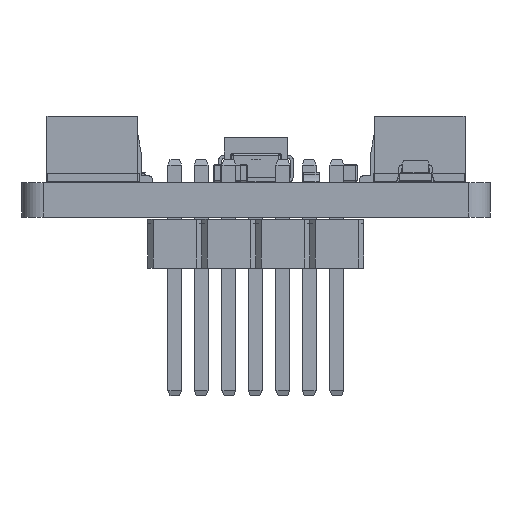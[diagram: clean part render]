
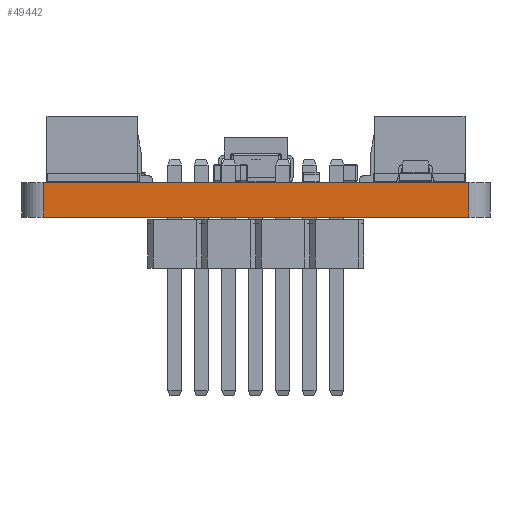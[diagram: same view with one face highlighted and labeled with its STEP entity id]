
A CAD part, front view. The second image highlights one B-rep face of the part: STEP entity #49442.
In plain terms, the highlighted planar face has unit normal (0, -1, 0).
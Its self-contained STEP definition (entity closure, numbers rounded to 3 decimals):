
#48424 = PLANE('',#48425);
#48425 = AXIS2_PLACEMENT_3D('',#48426,#48427,#48428);
#48426 = CARTESIAN_POINT('',(11.,19.,1.6));
#48427 = DIRECTION('',(0.,0.,1.));
#48428 = DIRECTION('',(1.,0.,-0.));
#48452 = CYLINDRICAL_SURFACE('',#48453,1.);
#48453 = AXIS2_PLACEMENT_3D('',#48454,#48455,#48456);
#48454 = CARTESIAN_POINT('',(1.,1.,0.));
#48455 = DIRECTION('',(-0.,-0.,-1.));
#48456 = DIRECTION('',(1.,0.,-0.));
#48478 = PLANE('',#48479);
#48479 = AXIS2_PLACEMENT_3D('',#48480,#48481,#48482);
#48480 = CARTESIAN_POINT('',(11.,19.,0.));
#48481 = DIRECTION('',(0.,0.,1.));
#48482 = DIRECTION('',(1.,0.,-0.));
#48573 = VERTEX_POINT('',#48574);
#48574 = CARTESIAN_POINT('',(1.,0.,1.6));
#48596 = EDGE_CURVE('',#48597,#48573,#48599,.T.);
#48597 = VERTEX_POINT('',#48598);
#48598 = CARTESIAN_POINT('',(1.,-0.,0.));
#48599 = SURFACE_CURVE('',#48600,(#48604,#48611),.PCURVE_S1.);
#48600 = LINE('',#48601,#48602);
#48601 = CARTESIAN_POINT('',(1.,-0.,0.));
#48602 = VECTOR('',#48603,1.);
#48603 = DIRECTION('',(0.,0.,1.));
#48604 = PCURVE('',#48452,#48605);
#48605 = DEFINITIONAL_REPRESENTATION('',(#48606),#48610);
#48606 = LINE('',#48607,#48608);
#48607 = CARTESIAN_POINT('',(-4.712,0.));
#48608 = VECTOR('',#48609,1.);
#48609 = DIRECTION('',(-0.,-1.));
#48610 = ( GEOMETRIC_REPRESENTATION_CONTEXT(2) 
PARAMETRIC_REPRESENTATION_CONTEXT() REPRESENTATION_CONTEXT('2D SPACE',''
  ) );
#48611 = PCURVE('',#48612,#48617);
#48612 = PLANE('',#48613);
#48613 = AXIS2_PLACEMENT_3D('',#48614,#48615,#48616);
#48614 = CARTESIAN_POINT('',(1.,0.,0.));
#48615 = DIRECTION('',(0.,1.,0.));
#48616 = DIRECTION('',(1.,0.,0.));
#48617 = DEFINITIONAL_REPRESENTATION('',(#48618),#48622);
#48618 = LINE('',#48619,#48620);
#48619 = CARTESIAN_POINT('',(0.,0.));
#48620 = VECTOR('',#48621,1.);
#48621 = DIRECTION('',(0.,-1.));
#48622 = ( GEOMETRIC_REPRESENTATION_CONTEXT(2) 
PARAMETRIC_REPRESENTATION_CONTEXT() REPRESENTATION_CONTEXT('2D SPACE',''
  ) );
#48651 = EDGE_CURVE('',#48597,#48652,#48654,.T.);
#48652 = VERTEX_POINT('',#48653);
#48653 = CARTESIAN_POINT('',(21.,-0.,0.));
#48654 = SURFACE_CURVE('',#48655,(#48659,#48666),.PCURVE_S1.);
#48655 = LINE('',#48656,#48657);
#48656 = CARTESIAN_POINT('',(1.,-0.,0.));
#48657 = VECTOR('',#48658,1.);
#48658 = DIRECTION('',(1.,0.,0.));
#48659 = PCURVE('',#48478,#48660);
#48660 = DEFINITIONAL_REPRESENTATION('',(#48661),#48665);
#48661 = LINE('',#48662,#48663);
#48662 = CARTESIAN_POINT('',(-10.,-19.));
#48663 = VECTOR('',#48664,1.);
#48664 = DIRECTION('',(1.,0.));
#48665 = ( GEOMETRIC_REPRESENTATION_CONTEXT(2) 
PARAMETRIC_REPRESENTATION_CONTEXT() REPRESENTATION_CONTEXT('2D SPACE',''
  ) );
#48666 = PCURVE('',#48612,#48667);
#48667 = DEFINITIONAL_REPRESENTATION('',(#48668),#48672);
#48668 = LINE('',#48669,#48670);
#48669 = CARTESIAN_POINT('',(0.,0.));
#48670 = VECTOR('',#48671,1.);
#48671 = DIRECTION('',(1.,0.));
#48672 = ( GEOMETRIC_REPRESENTATION_CONTEXT(2) 
PARAMETRIC_REPRESENTATION_CONTEXT() REPRESENTATION_CONTEXT('2D SPACE',''
  ) );
#48691 = CYLINDRICAL_SURFACE('',#48692,1.);
#48692 = AXIS2_PLACEMENT_3D('',#48693,#48694,#48695);
#48693 = CARTESIAN_POINT('',(21.,1.,0.));
#48694 = DIRECTION('',(-0.,-0.,-1.));
#48695 = DIRECTION('',(1.,0.,-0.));
#49066 = EDGE_CURVE('',#48573,#49067,#49069,.T.);
#49067 = VERTEX_POINT('',#49068);
#49068 = CARTESIAN_POINT('',(21.,0.,1.6));
#49069 = SURFACE_CURVE('',#49070,(#49074,#49081),.PCURVE_S1.);
#49070 = LINE('',#49071,#49072);
#49071 = CARTESIAN_POINT('',(1.,0.,1.6));
#49072 = VECTOR('',#49073,1.);
#49073 = DIRECTION('',(1.,0.,0.));
#49074 = PCURVE('',#48424,#49075);
#49075 = DEFINITIONAL_REPRESENTATION('',(#49076),#49080);
#49076 = LINE('',#49077,#49078);
#49077 = CARTESIAN_POINT('',(-10.,-19.));
#49078 = VECTOR('',#49079,1.);
#49079 = DIRECTION('',(1.,0.));
#49080 = ( GEOMETRIC_REPRESENTATION_CONTEXT(2) 
PARAMETRIC_REPRESENTATION_CONTEXT() REPRESENTATION_CONTEXT('2D SPACE',''
  ) );
#49081 = PCURVE('',#48612,#49082);
#49082 = DEFINITIONAL_REPRESENTATION('',(#49083),#49087);
#49083 = LINE('',#49084,#49085);
#49084 = CARTESIAN_POINT('',(0.,-1.6));
#49085 = VECTOR('',#49086,1.);
#49086 = DIRECTION('',(1.,0.));
#49087 = ( GEOMETRIC_REPRESENTATION_CONTEXT(2) 
PARAMETRIC_REPRESENTATION_CONTEXT() REPRESENTATION_CONTEXT('2D SPACE',''
  ) );
#49442 = ADVANCED_FACE('',(#49443),#48612,.F.);
#49443 = FACE_BOUND('',#49444,.F.);
#49444 = EDGE_LOOP('',(#49445,#49446,#49447,#49468));
#49445 = ORIENTED_EDGE('',*,*,#48596,.T.);
#49446 = ORIENTED_EDGE('',*,*,#49066,.T.);
#49447 = ORIENTED_EDGE('',*,*,#49448,.F.);
#49448 = EDGE_CURVE('',#48652,#49067,#49449,.T.);
#49449 = SURFACE_CURVE('',#49450,(#49454,#49461),.PCURVE_S1.);
#49450 = LINE('',#49451,#49452);
#49451 = CARTESIAN_POINT('',(21.,-0.,0.));
#49452 = VECTOR('',#49453,1.);
#49453 = DIRECTION('',(0.,0.,1.));
#49454 = PCURVE('',#48612,#49455);
#49455 = DEFINITIONAL_REPRESENTATION('',(#49456),#49460);
#49456 = LINE('',#49457,#49458);
#49457 = CARTESIAN_POINT('',(20.,0.));
#49458 = VECTOR('',#49459,1.);
#49459 = DIRECTION('',(0.,-1.));
#49460 = ( GEOMETRIC_REPRESENTATION_CONTEXT(2) 
PARAMETRIC_REPRESENTATION_CONTEXT() REPRESENTATION_CONTEXT('2D SPACE',''
  ) );
#49461 = PCURVE('',#48691,#49462);
#49462 = DEFINITIONAL_REPRESENTATION('',(#49463),#49467);
#49463 = LINE('',#49464,#49465);
#49464 = CARTESIAN_POINT('',(-4.712,0.));
#49465 = VECTOR('',#49466,1.);
#49466 = DIRECTION('',(-0.,-1.));
#49467 = ( GEOMETRIC_REPRESENTATION_CONTEXT(2) 
PARAMETRIC_REPRESENTATION_CONTEXT() REPRESENTATION_CONTEXT('2D SPACE',''
  ) );
#49468 = ORIENTED_EDGE('',*,*,#48651,.F.);
